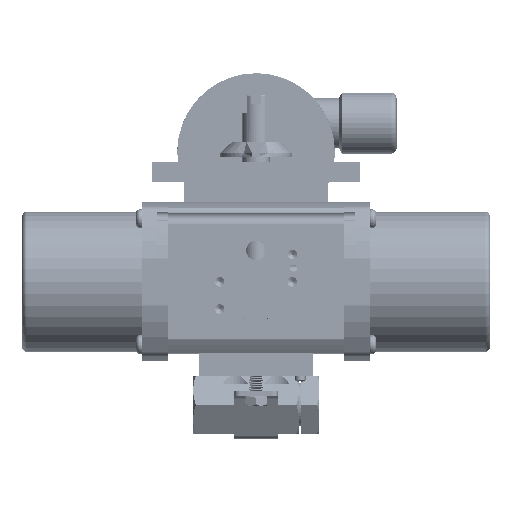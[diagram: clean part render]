
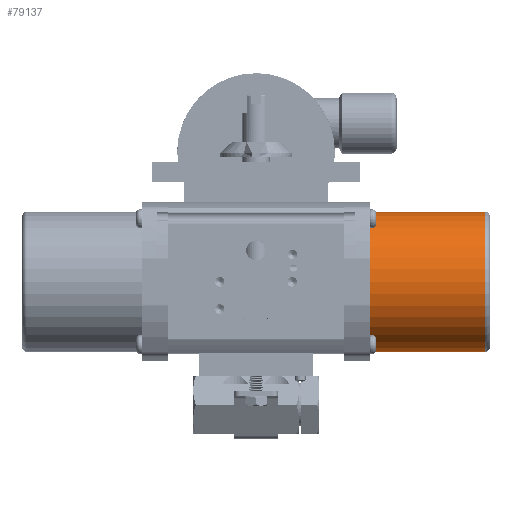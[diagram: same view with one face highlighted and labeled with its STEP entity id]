
A CAD part, top view. The second image highlights one B-rep face of the part: STEP entity #79137.
In plain terms, the highlighted cylindrical face has radius 30.963 mm (diameter 61.925 mm), a partial arc.
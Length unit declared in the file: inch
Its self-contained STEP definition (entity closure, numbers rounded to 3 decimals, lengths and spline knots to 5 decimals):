
#4877 = DIRECTION ( 'NONE',  ( 1., 0., 0. ) ) ;
#9032 = DIRECTION ( 'NONE',  ( -1., 0., 0. ) ) ;
#9549 = CARTESIAN_POINT ( 'NONE',  ( 1.7145, 3.355, 0. ) ) ;
#25954 = EDGE_CURVE ( 'NONE', #63716, #87581, #169370, .T. ) ;
#30883 = VERTEX_POINT ( 'NONE', #129014 ) ;
#43008 = FACE_OUTER_BOUND ( 'NONE', #189264, .T. ) ;
#49014 = EDGE_CURVE ( 'NONE', #161483, #87581, #213935, .T. ) ;
#50238 = CARTESIAN_POINT ( 'NONE',  ( 3.9725, 2.136, 0. ) ) ;
#55564 = VECTOR ( 'NONE', #108271, 39.37008 ) ;
#56033 = ORIENTED_EDGE ( 'NONE', *, *, #168188, .T. ) ;
#63716 = VERTEX_POINT ( 'NONE', #214019 ) ;
#66804 = DIRECTION ( 'NONE',  ( 0., -1., 0. ) ) ;
#79137 = ADVANCED_FACE ( 'NONE', ( #43008 ), #81676, .T. ) ;
#81676 = CYLINDRICAL_SURFACE ( 'NONE', #136849, 1.219 ) ;
#85370 = CARTESIAN_POINT ( 'NONE',  ( 1.8575, 0.917, 0. ) ) ;
#87581 = VERTEX_POINT ( 'NONE', #85370 ) ;
#90535 = CARTESIAN_POINT ( 'NONE',  ( 1.7145, 0.917, 0. ) ) ;
#99547 = LINE ( 'NONE', #9549, #55564 ) ;
#103624 = CARTESIAN_POINT ( 'NONE',  ( 1.8575, 2.136, 0. ) ) ;
#106887 = EDGE_CURVE ( 'NONE', #30883, #63716, #99547, .T. ) ;
#107188 = DIRECTION ( 'NONE',  ( -1., 0., 0. ) ) ;
#108271 = DIRECTION ( 'NONE',  ( -1., 0., 0. ) ) ;
#120224 = DIRECTION ( 'NONE',  ( 0., -1., 0. ) ) ;
#124360 = DIRECTION ( 'NONE',  ( 0., 1., 0. ) ) ;
#129014 = CARTESIAN_POINT ( 'NONE',  ( 3.9725, 3.355, 0. ) ) ;
#132223 = CARTESIAN_POINT ( 'NONE',  ( 3.9725, 0.917, 0. ) ) ;
#134716 = AXIS2_PLACEMENT_3D ( 'NONE', #103624, #4877, #120224 ) ;
#136849 = AXIS2_PLACEMENT_3D ( 'NONE', #190038, #9032, #124360 ) ;
#146259 = ORIENTED_EDGE ( 'NONE', *, *, #25954, .T. ) ;
#161483 = VERTEX_POINT ( 'NONE', #132223 ) ;
#165785 = DIRECTION ( 'NONE',  ( -1., 0., 0. ) ) ;
#165820 = ORIENTED_EDGE ( 'NONE', *, *, #49014, .F. ) ;
#168188 = EDGE_CURVE ( 'NONE', #161483, #30883, #206397, .T. ) ;
#169370 = CIRCLE ( 'NONE', #134716, 1.219 ) ;
#170016 = VECTOR ( 'NONE', #107188, 39.37008 ) ;
#183218 = AXIS2_PLACEMENT_3D ( 'NONE', #50238, #165785, #66804 ) ;
#189264 = EDGE_LOOP ( 'NONE', ( #165820, #56033, #206704, #146259 ) ) ;
#190038 = CARTESIAN_POINT ( 'NONE',  ( 1.7145, 2.136, 0. ) ) ;
#206397 = CIRCLE ( 'NONE', #183218, 1.219 ) ;
#206704 = ORIENTED_EDGE ( 'NONE', *, *, #106887, .T. ) ;
#213935 = LINE ( 'NONE', #90535, #170016 ) ;
#214019 = CARTESIAN_POINT ( 'NONE',  ( 1.8575, 3.355, 0. ) ) ;
